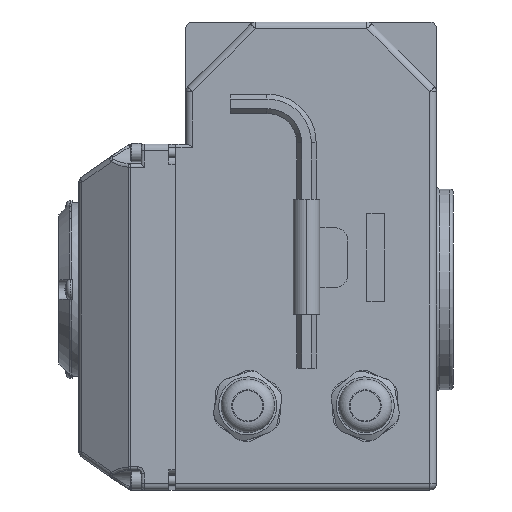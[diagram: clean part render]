
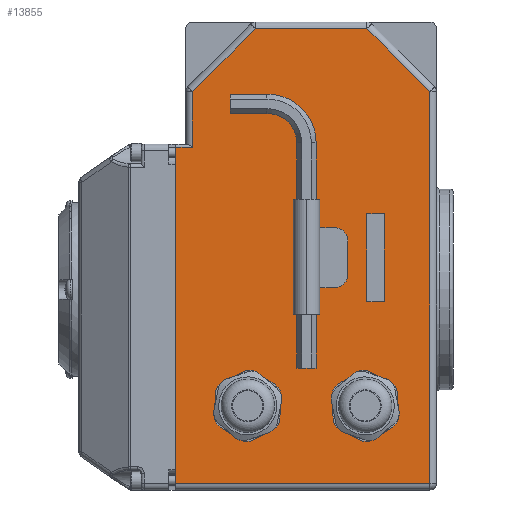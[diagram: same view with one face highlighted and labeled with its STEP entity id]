
A CAD part, left-side view. The second image highlights one B-rep face of the part: STEP entity #13855.
In plain terms, the highlighted planar face has unit normal (-1, 0, 0).
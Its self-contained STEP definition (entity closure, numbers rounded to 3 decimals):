
#621=PLANE('',#15129);
#906=LINE('',#20157,#1972);
#911=LINE('',#20179,#1977);
#1190=LINE('',#21902,#2256);
#1193=LINE('',#21912,#2259);
#1194=LINE('',#21920,#2260);
#1195=LINE('',#21934,#2261);
#1197=LINE('',#21937,#2263);
#1203=LINE('',#21951,#2269);
#1972=VECTOR('',#16083,10.);
#1977=VECTOR('',#16094,10.);
#2256=VECTOR('',#17065,10.);
#2259=VECTOR('',#17078,10.);
#2260=VECTOR('',#17089,10.);
#2261=VECTOR('',#17108,10.);
#2263=VECTOR('',#17112,10.);
#2269=VECTOR('',#17130,10.);
#3653=FACE_OUTER_BOUND('',#4447,.T.);
#4447=EDGE_LOOP('',(#11627,#11628,#11629,#11630,#11631,#11632,#11633,#11634));
#5751=VERTEX_POINT('',#20154);
#5752=VERTEX_POINT('',#20156);
#5758=VERTEX_POINT('',#20177);
#6124=VERTEX_POINT('',#21898);
#6126=VERTEX_POINT('',#21907);
#6128=VERTEX_POINT('',#21916);
#6129=VERTEX_POINT('',#21922);
#6132=VERTEX_POINT('',#21930);
#7093=EDGE_CURVE('',#5751,#5752,#906,.T.);
#7101=EDGE_CURVE('',#5758,#5751,#911,.T.);
#7634=EDGE_CURVE('',#5752,#6124,#1190,.T.);
#7640=EDGE_CURVE('',#6124,#6126,#1193,.T.);
#7644=EDGE_CURVE('',#6126,#6128,#1194,.T.);
#7651=EDGE_CURVE('',#6129,#6132,#1195,.T.);
#7653=EDGE_CURVE('',#6132,#5758,#1197,.T.);
#7661=EDGE_CURVE('',#6128,#6129,#1203,.T.);
#11627=ORIENTED_EDGE('',*,*,#7093,.F.);
#11628=ORIENTED_EDGE('',*,*,#7101,.F.);
#11629=ORIENTED_EDGE('',*,*,#7653,.F.);
#11630=ORIENTED_EDGE('',*,*,#7651,.F.);
#11631=ORIENTED_EDGE('',*,*,#7661,.F.);
#11632=ORIENTED_EDGE('',*,*,#7644,.F.);
#11633=ORIENTED_EDGE('',*,*,#7640,.F.);
#11634=ORIENTED_EDGE('',*,*,#7634,.F.);
#13855=ADVANCED_FACE('',(#3653),#621,.F.);
#15129=AXIS2_PLACEMENT_3D('',#24018,#18124,#18125);
#16083=DIRECTION('',(0.,-1.,0.));
#16094=DIRECTION('',(0.,0.,1.));
#17065=DIRECTION('',(0.,0.,1.));
#17078=DIRECTION('',(0.,-0.707,0.707));
#17089=DIRECTION('',(0.,-1.,0.));
#17108=DIRECTION('',(0.,0.,-1.));
#17112=DIRECTION('',(0.,1.,0.));
#17130=DIRECTION('',(0.,-0.707,-0.707));
#18124=DIRECTION('center_axis',(1.,0.,0.));
#18125=DIRECTION('ref_axis',(0.,0.,-1.));
#20154=CARTESIAN_POINT('',(0.,40.5,32.5));
#20156=CARTESIAN_POINT('',(0.,35.5,32.5));
#20157=CARTESIAN_POINT('',(0.,18.75,32.5));
#20177=CARTESIAN_POINT('',(0.,40.5,-68.));
#20179=CARTESIAN_POINT('',(0.,40.5,-70.));
#21898=CARTESIAN_POINT('',(0.,35.5,49.172));
#21902=CARTESIAN_POINT('',(0.,35.5,-35.));
#21907=CARTESIAN_POINT('',(0.,16.672,68.));
#21912=CARTESIAN_POINT('',(0.,39.211,45.461));
#21916=CARTESIAN_POINT('',(0.,-16.672,68.));
#21920=CARTESIAN_POINT('',(0.,8.75,68.));
#21922=CARTESIAN_POINT('',(0.,-35.5,49.172));
#21930=CARTESIAN_POINT('',(0.,-35.5,-68.));
#21934=CARTESIAN_POINT('',(0.,-35.5,25.));
#21937=CARTESIAN_POINT('',(0.,-18.75,-68.));
#21951=CARTESIAN_POINT('',(0.,-29.211,55.461));
#24018=CARTESIAN_POINT('Origin',(0.,0.,0.));
